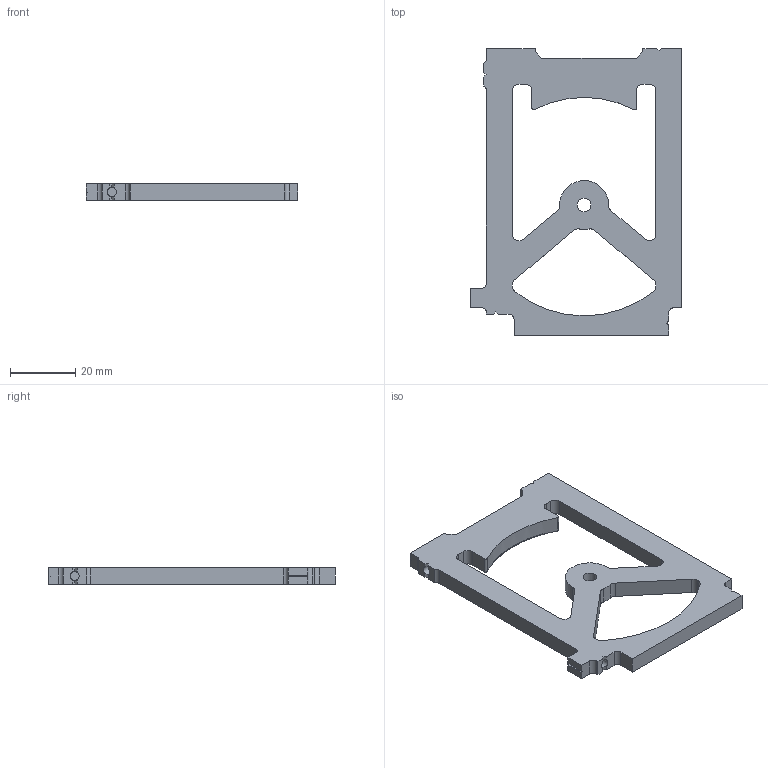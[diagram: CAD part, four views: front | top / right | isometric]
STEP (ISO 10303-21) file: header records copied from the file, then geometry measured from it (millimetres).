
FILE_DESCRIPTION(/* description */ ('Alibre Inc.'),/* implementation_level */ '2;1');
FILE_NAME(/* name */ 'export-7FC7976F-6DD4-420F-9BAE-F23F8924CDC2',/* time_stamp */ '2023-03-14T10:01:41+07:00',/* author */ (''),/* organization */ (''),/* preprocessor_version */ 'ST-DEVELOPER v17',/* originating_system */ 'Alibre',/* authorisation */ '');
FILE_SCHEMA (('CONFIG_CONTROL_DESIGN'));
Length unit declared in the file: millimetre
Bounding box: 65 x 88 x 5 mm (x, y, z)
Volume: 13848.6 mm3; surface area: 9102.9 mm2
Topology: 1 solids, 1 shells, 387 faces, 1109 edges, 739 vertices
Faces by surface type: plane 261, bspline 94, cylinder 32
Full cylindrical faces by diameter (mm): 2.8 x4, 4.2 x1, 12 x1
Entity records: 12179 total; most frequent: CARTESIAN_POINT 2997, ORIENTED_EDGE 2200, DIRECTION 1290, EDGE_CURVE 1100, VERTEX_POINT 736, VECTOR 730, LINE 730, EDGE_LOOP 414
